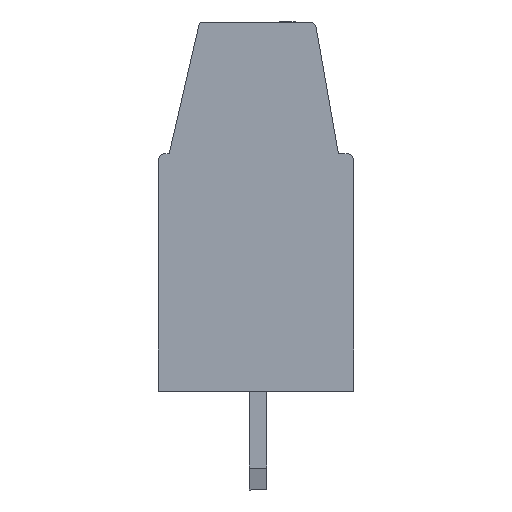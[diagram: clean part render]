
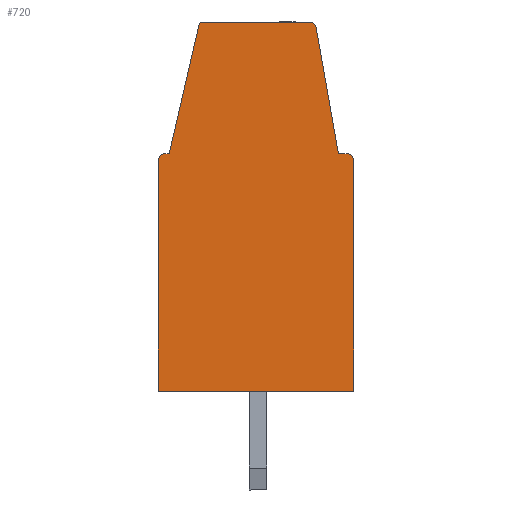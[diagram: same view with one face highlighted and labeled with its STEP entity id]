
A CAD part, left-side view. The second image highlights one B-rep face of the part: STEP entity #720.
In plain terms, the highlighted planar face has unit normal (-1, 0, 0).
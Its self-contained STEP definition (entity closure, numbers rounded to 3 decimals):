
#720 = ADVANCED_FACE( '', ( #1563 ), #1564, .T. );
#1563 = FACE_OUTER_BOUND( '', #2500, .T. );
#1564 = PLANE( '', #2501 );
#2500 = EDGE_LOOP( '', ( #4553, #4554, #4555, #4556, #4557, #4558, #4559, #4560, #4561, #4562, #4563, #4564 ) );
#2501 = AXIS2_PLACEMENT_3D( '', #4565, #4566, #4567 );
#4553 = ORIENTED_EDGE( '', *, *, #5630, .T. );
#4554 = ORIENTED_EDGE( '', *, *, #5950, .T. );
#4555 = ORIENTED_EDGE( '', *, *, #5275, .F. );
#4556 = ORIENTED_EDGE( '', *, *, #6065, .T. );
#4557 = ORIENTED_EDGE( '', *, *, #5941, .T. );
#4558 = ORIENTED_EDGE( '', *, *, #5948, .T. );
#4559 = ORIENTED_EDGE( '', *, *, #5661, .T. );
#4560 = ORIENTED_EDGE( '', *, *, #6092, .T. );
#4561 = ORIENTED_EDGE( '', *, *, #5284, .T. );
#4562 = ORIENTED_EDGE( '', *, *, #5830, .T. );
#4563 = ORIENTED_EDGE( '', *, *, #5756, .T. );
#4564 = ORIENTED_EDGE( '', *, *, #6093, .T. );
#4565 = CARTESIAN_POINT( '', ( 189.737, 114.598, 0. ) );
#4566 = DIRECTION( '', ( -1., 0., 0. ) );
#4567 = DIRECTION( '', ( 0., -1., 0. ) );
#5275 = EDGE_CURVE( '', #6246, #6241, #6248, .T. );
#5284 = EDGE_CURVE( '', #6264, #6262, #6265, .T. );
#5630 = EDGE_CURVE( '', #6862, #6860, #6863, .T. );
#5661 = EDGE_CURVE( '', #6909, #6907, #6910, .T. );
#5756 = EDGE_CURVE( '', #7051, #7049, #7052, .T. );
#5830 = EDGE_CURVE( '', #6262, #7051, #7161, .T. );
#5941 = EDGE_CURVE( '', #7315, #7313, #7316, .T. );
#5948 = EDGE_CURVE( '', #7313, #6909, #7325, .T. );
#5950 = EDGE_CURVE( '', #6860, #6241, #7327, .T. );
#6065 = EDGE_CURVE( '', #6246, #7315, #7476, .T. );
#6092 = EDGE_CURVE( '', #6907, #6264, #7504, .T. );
#6093 = EDGE_CURVE( '', #7049, #6862, #7505, .T. );
#6241 = VERTEX_POINT( '', #7673 );
#6246 = VERTEX_POINT( '', #7680 );
#6248 = LINE( '', #7683, #7684 );
#6262 = VERTEX_POINT( '', #7702 );
#6264 = VERTEX_POINT( '', #7705 );
#6265 = CIRCLE( '', #7706, 0.2 );
#6860 = VERTEX_POINT( '', #8533 );
#6862 = VERTEX_POINT( '', #8536 );
#6863 = LINE( '', #8537, #8538 );
#6907 = VERTEX_POINT( '', #8607 );
#6909 = VERTEX_POINT( '', #8610 );
#6910 = CIRCLE( '', #8611, 0.3 );
#7049 = VERTEX_POINT( '', #8810 );
#7051 = VERTEX_POINT( '', #8813 );
#7052 = LINE( '', #8814, #8815 );
#7161 = LINE( '', #8968, #8969 );
#7313 = VERTEX_POINT( '', #9187 );
#7315 = VERTEX_POINT( '', #9190 );
#7316 = LINE( '', #9191, #9192 );
#7325 = LINE( '', #9205, #9206 );
#7327 = LINE( '', #9208, #9209 );
#7476 = CIRCLE( '', #9416, 0.3 );
#7504 = LINE( '', #9455, #9456 );
#7505 = CIRCLE( '', #9457, 0.3 );
#7673 = CARTESIAN_POINT( '', ( 189.737, 107.148, 0. ) );
#7680 = CARTESIAN_POINT( '', ( 189.737, 107.148, 10.5 ) );
#7683 = CARTESIAN_POINT( '', ( 189.737, 107.148, 5.1 ) );
#7684 = VECTOR( '', #9652, 1000. );
#7702 = CARTESIAN_POINT( '', ( 189.737, 114.199, 16.645 ) );
#7705 = CARTESIAN_POINT( '', ( 189.737, 114.004, 16.8 ) );
#7706 = AXIS2_PLACEMENT_3D( '', #9661, #9662, #9663 );
#8533 = CARTESIAN_POINT( '', ( 189.737, 116.048, 0. ) );
#8536 = CARTESIAN_POINT( '', ( 189.737, 116.048, 10.5 ) );
#8537 = CARTESIAN_POINT( '', ( 189.737, 116.048, 0. ) );
#8538 = VECTOR( '', #10035, 1000. );
#8607 = CARTESIAN_POINT( '', ( 189.737, 109.158, 16.8 ) );
#8610 = CARTESIAN_POINT( '', ( 189.737, 108.863, 16.552 ) );
#8611 = AXIS2_PLACEMENT_3D( '', #10062, #10063, #10064 );
#8810 = CARTESIAN_POINT( '', ( 189.737, 115.748, 10.8 ) );
#8813 = CARTESIAN_POINT( '', ( 189.737, 115.548, 10.8 ) );
#8814 = CARTESIAN_POINT( '', ( 189.737, 115.748, 10.8 ) );
#8815 = VECTOR( '', #10149, 1000. );
#8968 = CARTESIAN_POINT( '', ( 189.737, 115.548, 10.8 ) );
#8969 = VECTOR( '', #10220, 1000. );
#9187 = CARTESIAN_POINT( '', ( 189.737, 107.848, 10.8 ) );
#9190 = CARTESIAN_POINT( '', ( 189.737, 107.448, 10.8 ) );
#9191 = CARTESIAN_POINT( '', ( 189.737, 107.848, 10.8 ) );
#9192 = VECTOR( '', #10318, 1000. );
#9205 = CARTESIAN_POINT( '', ( 189.737, 108.863, 16.552 ) );
#9206 = VECTOR( '', #10323, 1000. );
#9208 = CARTESIAN_POINT( '', ( 189.737, 114.818, 0. ) );
#9209 = VECTOR( '', #10324, 1000. );
#9416 = AXIS2_PLACEMENT_3D( '', #10437, #10438, #10439 );
#9455 = CARTESIAN_POINT( '', ( 189.737, 114.004, 16.8 ) );
#9456 = VECTOR( '', #10454, 1000. );
#9457 = AXIS2_PLACEMENT_3D( '', #10455, #10456, #10457 );
#9652 = DIRECTION( '', ( 0., 0., -1. ) );
#9661 = CARTESIAN_POINT( '', ( 189.737, 114.004, 16.6 ) );
#9662 = DIRECTION( '', ( -1., 0., 0. ) );
#9663 = DIRECTION( '', ( 0., 0., 1. ) );
#10035 = DIRECTION( '', ( 0., 0., -1. ) );
#10062 = CARTESIAN_POINT( '', ( 189.737, 109.158, 16.5 ) );
#10063 = DIRECTION( '', ( -1., 0., 0. ) );
#10064 = DIRECTION( '', ( 0., 0., 1. ) );
#10149 = DIRECTION( '', ( 0., 1., 0. ) );
#10220 = DIRECTION( '', ( 0., 0.225, -0.974 ) );
#10318 = DIRECTION( '', ( 0., 1., 0. ) );
#10323 = DIRECTION( '', ( 0., 0.174, 0.985 ) );
#10324 = DIRECTION( '', ( 0., -1., 0. ) );
#10437 = CARTESIAN_POINT( '', ( 189.737, 107.448, 10.5 ) );
#10438 = DIRECTION( '', ( -1., 0., 0. ) );
#10439 = DIRECTION( '', ( 0., 0., 1. ) );
#10454 = DIRECTION( '', ( 0., 1., 0. ) );
#10455 = CARTESIAN_POINT( '', ( 189.737, 115.748, 10.5 ) );
#10456 = DIRECTION( '', ( -1., 0., 0. ) );
#10457 = DIRECTION( '', ( 0., 0., 1. ) );
